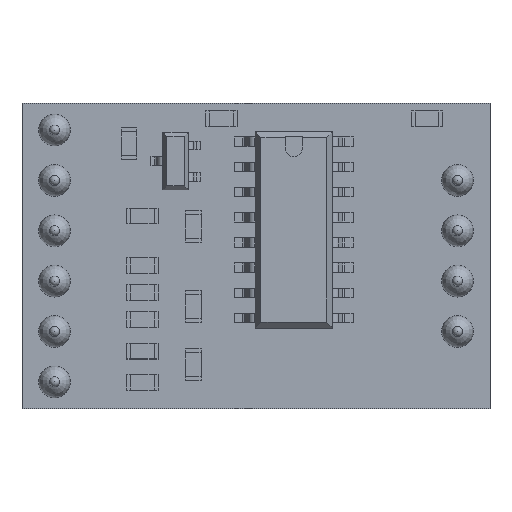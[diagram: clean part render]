
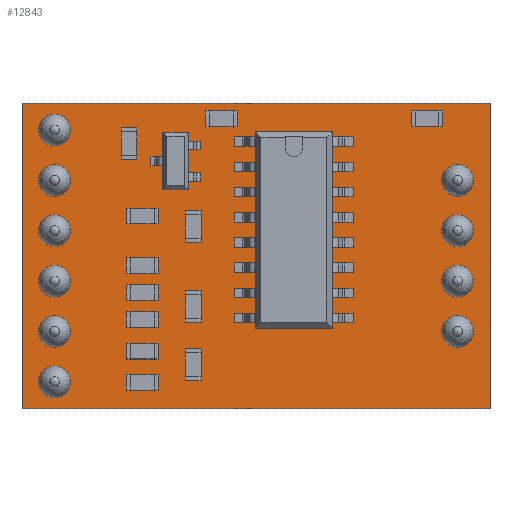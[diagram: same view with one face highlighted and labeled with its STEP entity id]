
A CAD part, top view. The second image highlights one B-rep face of the part: STEP entity #12843.
In plain terms, the highlighted planar face has unit normal (0, 0, 1).
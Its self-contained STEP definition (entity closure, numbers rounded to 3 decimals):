
#12746 = VERTEX_POINT('',#12747);
#12747 = CARTESIAN_POINT('',(-11.8,7.7,0.));
#12764 = VERTEX_POINT('',#12765);
#12765 = CARTESIAN_POINT('',(11.8,7.7,0.));
#12771 = EDGE_CURVE('',#12746,#12764,#12772,.T.);
#12772 = LINE('',#12773,#12774);
#12773 = CARTESIAN_POINT('',(-11.8,7.7,0.));
#12774 = VECTOR('',#12775,1.);
#12775 = DIRECTION('',(1.,0.,0.));
#12786 = VERTEX_POINT('',#12787);
#12787 = CARTESIAN_POINT('',(-11.8,-7.7,0.));
#12802 = EDGE_CURVE('',#12786,#12746,#12803,.T.);
#12803 = LINE('',#12804,#12805);
#12804 = CARTESIAN_POINT('',(-11.8,-7.7,0.));
#12805 = VECTOR('',#12806,1.);
#12806 = DIRECTION('',(0.,1.,0.));
#12826 = VERTEX_POINT('',#12827);
#12827 = CARTESIAN_POINT('',(11.8,-7.7,0.));
#12833 = EDGE_CURVE('',#12764,#12826,#12834,.T.);
#12834 = LINE('',#12835,#12836);
#12835 = CARTESIAN_POINT('',(11.8,7.7,0.));
#12836 = VECTOR('',#12837,1.);
#12837 = DIRECTION('',(0.,-1.,0.));
#12843 = ADVANCED_FACE('',(#12844,#12855,#12866,#12877,#12888,#12899,
    #12910,#12921,#12932,#12943,#12954),#12965,.F.);
#12844 = FACE_BOUND('',#12845,.F.);
#12845 = EDGE_LOOP('',(#12846,#12847,#12848,#12854));
#12846 = ORIENTED_EDGE('',*,*,#12771,.T.);
#12847 = ORIENTED_EDGE('',*,*,#12833,.T.);
#12848 = ORIENTED_EDGE('',*,*,#12849,.T.);
#12849 = EDGE_CURVE('',#12826,#12786,#12850,.T.);
#12850 = LINE('',#12851,#12852);
#12851 = CARTESIAN_POINT('',(11.8,-7.7,0.));
#12852 = VECTOR('',#12853,1.);
#12853 = DIRECTION('',(-1.,0.,0.));
#12854 = ORIENTED_EDGE('',*,*,#12802,.T.);
#12855 = FACE_BOUND('',#12856,.F.);
#12856 = EDGE_LOOP('',(#12857));
#12857 = ORIENTED_EDGE('',*,*,#12858,.T.);
#12858 = EDGE_CURVE('',#12859,#12859,#12861,.T.);
#12859 = VERTEX_POINT('',#12860);
#12860 = CARTESIAN_POINT('',(10.61,-3.81,0.));
#12861 = CIRCLE('',#12862,0.45);
#12862 = AXIS2_PLACEMENT_3D('',#12863,#12864,#12865);
#12863 = CARTESIAN_POINT('',(10.16,-3.81,0.));
#12864 = DIRECTION('',(0.,0.,1.));
#12865 = DIRECTION('',(1.,0.,-0.));
#12866 = FACE_BOUND('',#12867,.F.);
#12867 = EDGE_LOOP('',(#12868));
#12868 = ORIENTED_EDGE('',*,*,#12869,.T.);
#12869 = EDGE_CURVE('',#12870,#12870,#12872,.T.);
#12870 = VERTEX_POINT('',#12871);
#12871 = CARTESIAN_POINT('',(10.61,-1.27,0.));
#12872 = CIRCLE('',#12873,0.45);
#12873 = AXIS2_PLACEMENT_3D('',#12874,#12875,#12876);
#12874 = CARTESIAN_POINT('',(10.16,-1.27,0.));
#12875 = DIRECTION('',(0.,0.,1.));
#12876 = DIRECTION('',(1.,0.,-0.));
#12877 = FACE_BOUND('',#12878,.F.);
#12878 = EDGE_LOOP('',(#12879));
#12879 = ORIENTED_EDGE('',*,*,#12880,.T.);
#12880 = EDGE_CURVE('',#12881,#12881,#12883,.T.);
#12881 = VERTEX_POINT('',#12882);
#12882 = CARTESIAN_POINT('',(-9.71,-6.35,0.));
#12883 = CIRCLE('',#12884,0.45);
#12884 = AXIS2_PLACEMENT_3D('',#12885,#12886,#12887);
#12885 = CARTESIAN_POINT('',(-10.16,-6.35,0.));
#12886 = DIRECTION('',(0.,0.,1.));
#12887 = DIRECTION('',(1.,0.,-0.));
#12888 = FACE_BOUND('',#12889,.F.);
#12889 = EDGE_LOOP('',(#12890));
#12890 = ORIENTED_EDGE('',*,*,#12891,.T.);
#12891 = EDGE_CURVE('',#12892,#12892,#12894,.T.);
#12892 = VERTEX_POINT('',#12893);
#12893 = CARTESIAN_POINT('',(-9.71,-3.81,0.));
#12894 = CIRCLE('',#12895,0.45);
#12895 = AXIS2_PLACEMENT_3D('',#12896,#12897,#12898);
#12896 = CARTESIAN_POINT('',(-10.16,-3.81,0.));
#12897 = DIRECTION('',(0.,0.,1.));
#12898 = DIRECTION('',(1.,0.,-0.));
#12899 = FACE_BOUND('',#12900,.F.);
#12900 = EDGE_LOOP('',(#12901));
#12901 = ORIENTED_EDGE('',*,*,#12902,.T.);
#12902 = EDGE_CURVE('',#12903,#12903,#12905,.T.);
#12903 = VERTEX_POINT('',#12904);
#12904 = CARTESIAN_POINT('',(-9.71,-1.27,0.));
#12905 = CIRCLE('',#12906,0.45);
#12906 = AXIS2_PLACEMENT_3D('',#12907,#12908,#12909);
#12907 = CARTESIAN_POINT('',(-10.16,-1.27,0.));
#12908 = DIRECTION('',(0.,0.,1.));
#12909 = DIRECTION('',(1.,0.,-0.));
#12910 = FACE_BOUND('',#12911,.F.);
#12911 = EDGE_LOOP('',(#12912));
#12912 = ORIENTED_EDGE('',*,*,#12913,.T.);
#12913 = EDGE_CURVE('',#12914,#12914,#12916,.T.);
#12914 = VERTEX_POINT('',#12915);
#12915 = CARTESIAN_POINT('',(10.61,1.27,0.));
#12916 = CIRCLE('',#12917,0.45);
#12917 = AXIS2_PLACEMENT_3D('',#12918,#12919,#12920);
#12918 = CARTESIAN_POINT('',(10.16,1.27,0.));
#12919 = DIRECTION('',(0.,0.,1.));
#12920 = DIRECTION('',(1.,0.,-0.));
#12921 = FACE_BOUND('',#12922,.F.);
#12922 = EDGE_LOOP('',(#12923));
#12923 = ORIENTED_EDGE('',*,*,#12924,.T.);
#12924 = EDGE_CURVE('',#12925,#12925,#12927,.T.);
#12925 = VERTEX_POINT('',#12926);
#12926 = CARTESIAN_POINT('',(10.61,3.81,0.));
#12927 = CIRCLE('',#12928,0.45);
#12928 = AXIS2_PLACEMENT_3D('',#12929,#12930,#12931);
#12929 = CARTESIAN_POINT('',(10.16,3.81,0.));
#12930 = DIRECTION('',(0.,0.,1.));
#12931 = DIRECTION('',(1.,0.,-0.));
#12932 = FACE_BOUND('',#12933,.F.);
#12933 = EDGE_LOOP('',(#12934));
#12934 = ORIENTED_EDGE('',*,*,#12935,.T.);
#12935 = EDGE_CURVE('',#12936,#12936,#12938,.T.);
#12936 = VERTEX_POINT('',#12937);
#12937 = CARTESIAN_POINT('',(-9.71,1.27,0.));
#12938 = CIRCLE('',#12939,0.45);
#12939 = AXIS2_PLACEMENT_3D('',#12940,#12941,#12942);
#12940 = CARTESIAN_POINT('',(-10.16,1.27,0.));
#12941 = DIRECTION('',(0.,0.,1.));
#12942 = DIRECTION('',(1.,0.,-0.));
#12943 = FACE_BOUND('',#12944,.F.);
#12944 = EDGE_LOOP('',(#12945));
#12945 = ORIENTED_EDGE('',*,*,#12946,.T.);
#12946 = EDGE_CURVE('',#12947,#12947,#12949,.T.);
#12947 = VERTEX_POINT('',#12948);
#12948 = CARTESIAN_POINT('',(-9.71,3.81,0.));
#12949 = CIRCLE('',#12950,0.45);
#12950 = AXIS2_PLACEMENT_3D('',#12951,#12952,#12953);
#12951 = CARTESIAN_POINT('',(-10.16,3.81,0.));
#12952 = DIRECTION('',(0.,0.,1.));
#12953 = DIRECTION('',(1.,0.,-0.));
#12954 = FACE_BOUND('',#12955,.F.);
#12955 = EDGE_LOOP('',(#12956));
#12956 = ORIENTED_EDGE('',*,*,#12957,.T.);
#12957 = EDGE_CURVE('',#12958,#12958,#12960,.T.);
#12958 = VERTEX_POINT('',#12959);
#12959 = CARTESIAN_POINT('',(-9.71,6.35,0.));
#12960 = CIRCLE('',#12961,0.45);
#12961 = AXIS2_PLACEMENT_3D('',#12962,#12963,#12964);
#12962 = CARTESIAN_POINT('',(-10.16,6.35,0.));
#12963 = DIRECTION('',(0.,0.,1.));
#12964 = DIRECTION('',(1.,0.,-0.));
#12965 = PLANE('',#12966);
#12966 = AXIS2_PLACEMENT_3D('',#12967,#12968,#12969);
#12967 = CARTESIAN_POINT('',(0.,0.,0.));
#12968 = DIRECTION('',(-0.,-0.,-1.));
#12969 = DIRECTION('',(-1.,0.,0.));
